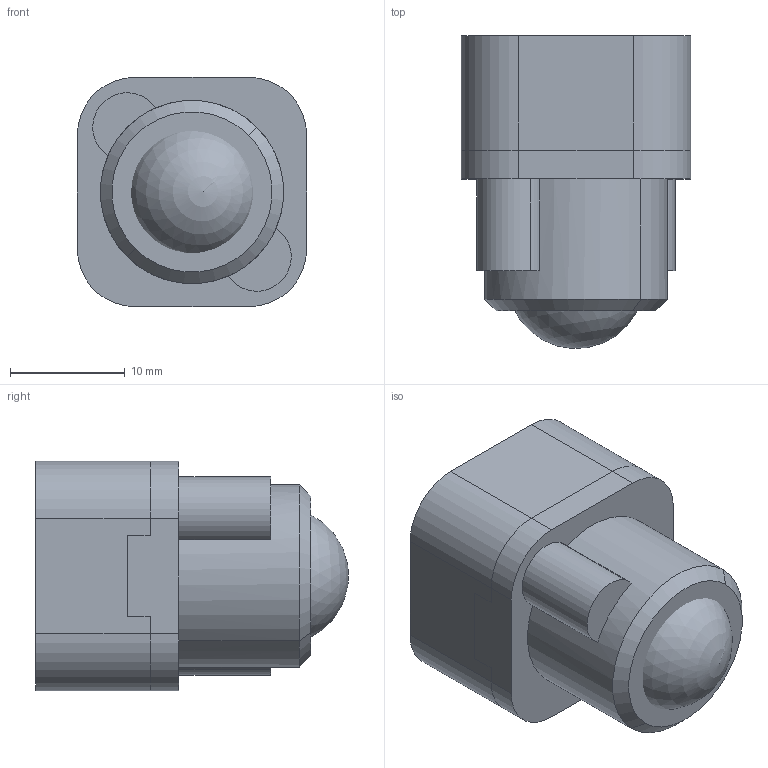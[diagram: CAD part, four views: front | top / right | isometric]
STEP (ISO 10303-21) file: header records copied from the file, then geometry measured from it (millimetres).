
FILE_DESCRIPTION (( 'STEP AP214' ), '1' );
FILE_NAME ('CWbeta.stp', '2019-05-14T11:06:17', ( '' ), ( '' ), 'SwSTEP 2.0', 'SolidWorks 2019', '' );
FILE_SCHEMA (( 'AUTOMOTIVE_DESIGN' ));
Length unit declared in the file: millimetre
Products named in the file (7): CWbA_2; CWbA_1; CWpA.stp; caster_body.stp; CWpA; caster_ball.stp; CWbeta
Assembly tree (6 placements, depth 4):
  CWbeta
    CWbA_1
    CWpA
      CWpA.stp
        caster_ball.stp
        caster_body.stp
    CWbA_2
Bounding box: 20 x 27.29 x 20 mm (x, y, z)
Volume: 5508 mm3; surface area: 6053.7 mm2
Topology: 4 solids, 4 shells, 390 faces, 1139 edges, 759 vertices
Faces by surface type: cylinder 266, plane 120, sphere 2, cone 2
Entity records: 13428 total; most frequent: DIRECTION 2492, CARTESIAN_POINT 2291, ORIENTED_EDGE 2268, EDGE_CURVE 1134, AXIS2_PLACEMENT_3D 957, VERTEX_POINT 756, VECTOR 578, LINE 578
